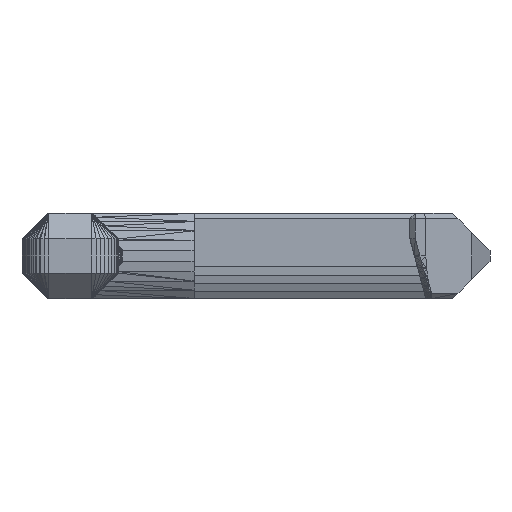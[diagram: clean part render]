
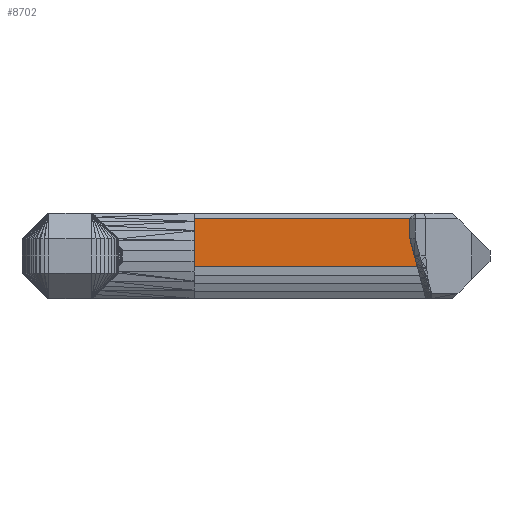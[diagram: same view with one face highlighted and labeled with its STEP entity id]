
A CAD part, left-side view. The second image highlights one B-rep face of the part: STEP entity #8702.
In plain terms, the highlighted planar face has unit normal (-1, 0, 0).
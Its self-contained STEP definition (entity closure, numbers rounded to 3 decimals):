
#554=FACE_OUTER_BOUND('',#1177,.T.);
#1177=EDGE_LOOP('',(#7172,#7173,#7174,#7175,#7176));
#2095=LINE('',#13492,#3245);
#2294=LINE('',#13891,#3444);
#2295=LINE('',#13893,#3445);
#2296=LINE('',#13895,#3446);
#2297=LINE('',#13896,#3447);
#3245=VECTOR('',#11119,10.);
#3444=VECTOR('',#11528,10.);
#3445=VECTOR('',#11529,10.);
#3446=VECTOR('',#11530,10.);
#3447=VECTOR('',#11531,10.);
#3969=VERTEX_POINT('',#13489);
#3970=VERTEX_POINT('',#13491);
#4065=VERTEX_POINT('',#13890);
#4066=VERTEX_POINT('',#13892);
#4067=VERTEX_POINT('',#13894);
#4928=EDGE_CURVE('',#3969,#3970,#2095,.T.);
#5127=EDGE_CURVE('',#4065,#3970,#2294,.T.);
#5128=EDGE_CURVE('',#4066,#3969,#2295,.T.);
#5129=EDGE_CURVE('',#4066,#4067,#2296,.T.);
#5130=EDGE_CURVE('',#4067,#4065,#2297,.T.);
#7172=ORIENTED_EDGE('',*,*,#5127,.T.);
#7173=ORIENTED_EDGE('',*,*,#4928,.F.);
#7174=ORIENTED_EDGE('',*,*,#5128,.F.);
#7175=ORIENTED_EDGE('',*,*,#5129,.T.);
#7176=ORIENTED_EDGE('',*,*,#5130,.T.);
#8081=PLANE('',#9338);
#8702=ADVANCED_FACE('',(#554),#8081,.T.);
#9338=AXIS2_PLACEMENT_3D('',#13889,#11526,#11527);
#11119=DIRECTION('',(0.,0.,1.));
#11526=DIRECTION('center_axis',(-1.,0.,0.));
#11527=DIRECTION('ref_axis',(0.,0.,1.));
#11528=DIRECTION('',(0.,1.,0.));
#11529=DIRECTION('',(0.,1.,0.));
#11530=DIRECTION('',(0.,0.259,0.966));
#11531=DIRECTION('',(0.,0.,1.));
#13489=CARTESIAN_POINT('',(172.,176.975,1.5));
#13491=CARTESIAN_POINT('',(172.,176.975,3.75));
#13492=CARTESIAN_POINT('',(172.,176.975,1.75));
#13889=CARTESIAN_POINT('Origin',(172.,166.875,2.799));
#13890=CARTESIAN_POINT('',(172.,166.875,3.75));
#13891=CARTESIAN_POINT('',(172.,166.875,3.75));
#13892=CARTESIAN_POINT('',(172.,166.527,1.5));
#13893=CARTESIAN_POINT('',(172.,166.527,1.5));
#13894=CARTESIAN_POINT('',(172.,166.875,2.799));
#13895=CARTESIAN_POINT('',(172.,166.527,1.5));
#13896=CARTESIAN_POINT('',(172.,166.875,2.799));
